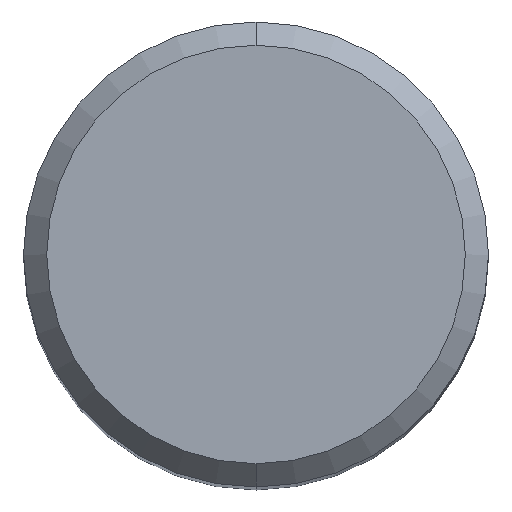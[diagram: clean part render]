
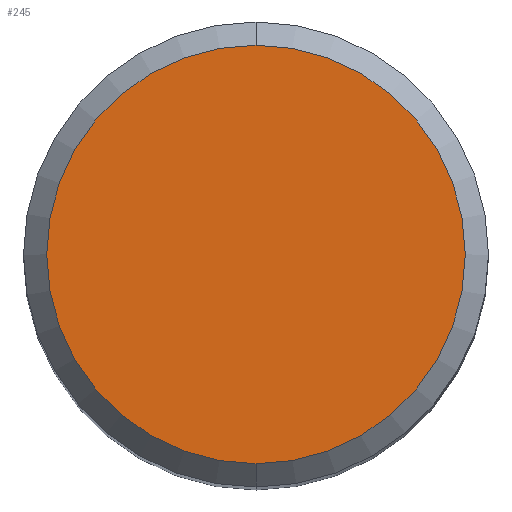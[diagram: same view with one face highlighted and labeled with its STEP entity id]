
A CAD part, top view. The second image highlights one B-rep face of the part: STEP entity #245.
In plain terms, the highlighted planar face has unit normal (0, 0, 1).
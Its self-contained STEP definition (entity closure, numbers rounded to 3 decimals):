
#245=ADVANCED_FACE('',(#544),#545,.T.);
#297=EDGE_CURVE('',#339,#371,#602,.T.);
#331=EDGE_CURVE('',#371,#339,#640,.T.);
#339=VERTEX_POINT('',#648);
#371=VERTEX_POINT('',#682);
#544=FACE_OUTER_BOUND('',#963,.T.);
#545=PLANE('',#964);
#602=CIRCLE('',#1087,5.4);
#640=CIRCLE('',#1175,5.4);
#648=CARTESIAN_POINT('',(0.,-5.4,0.0));
#682=CARTESIAN_POINT('',(0.0,5.4,0.0));
#963=EDGE_LOOP('',(#1556,#1557));
#964=AXIS2_PLACEMENT_3D('',#1558,#1559,#1560);
#1087=AXIS2_PLACEMENT_3D('',#1616,#1617,#1618);
#1175=AXIS2_PLACEMENT_3D('',#1663,#1664,#1665);
#1556=ORIENTED_EDGE('',*,*,#331,.F.);
#1557=ORIENTED_EDGE('',*,*,#297,.F.);
#1558=CARTESIAN_POINT('',(0.0,2.7,0.0));
#1559=DIRECTION('',(-0.0,0.0,1.0));
#1560=DIRECTION('',(0.0,-1.0,0.0));
#1616=CARTESIAN_POINT('',(0.0,0.0,0.0));
#1617=DIRECTION('',(0.0,0.0,-1.0));
#1618=DIRECTION('',(0.0,1.0,0.0));
#1663=CARTESIAN_POINT('',(0.0,0.0,0.0));
#1664=DIRECTION('',(0.0,0.0,-1.0));
#1665=DIRECTION('',(0.0,1.0,0.0));
